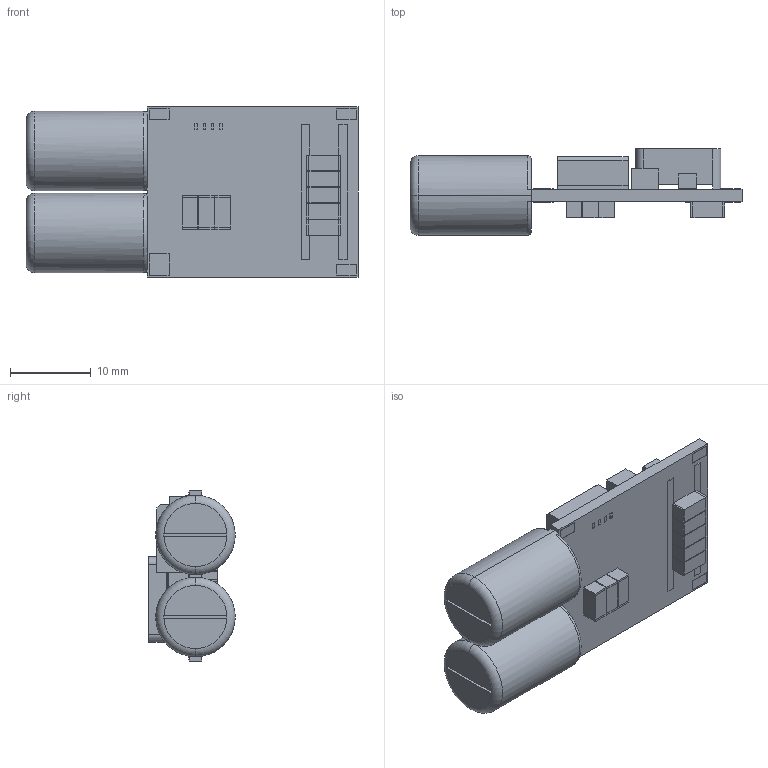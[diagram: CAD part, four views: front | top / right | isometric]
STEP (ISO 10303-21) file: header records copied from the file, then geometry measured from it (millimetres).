
FILE_DESCRIPTION (( 'STEP AP214' ), '1' );
FILE_NAME ('UBEC.STEP', '2019-03-14T12:55:54', ( '' ), ( '' ), 'SwSTEP 2.0', 'SolidWorks 2016', '' );
FILE_SCHEMA (( 'AUTOMOTIVE_DESIGN' ));
Length unit declared in the file: millimetre
Products named in the file (1): UBEC
Bounding box: 41 x 10.65 x 21 mm (x, y, z)
Volume: 4040.3 mm3; surface area: 3406.4 mm2
Topology: 1 solids, 1 shells, 446 faces, 1129 edges, 726 vertices
Faces by surface type: plane 334, cylinder 71, torus 41
Entity records: 17374 total; most frequent: CARTESIAN_POINT 2528, ORIENTED_EDGE 2258, DIRECTION 2180, EDGE_CURVE 1129, LINE 912, VECTOR 912, VERTEX_POINT 726, AXIS2_PLACEMENT_3D 634
